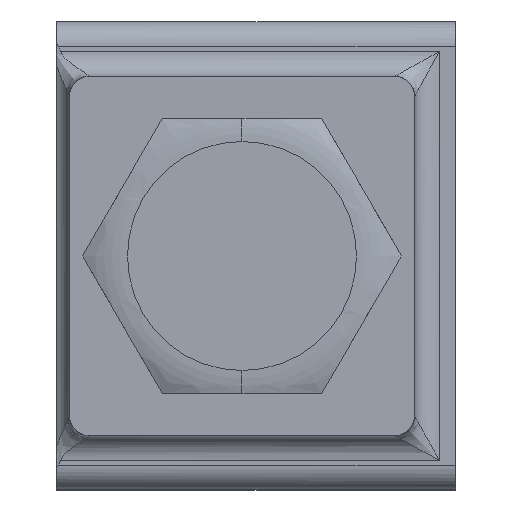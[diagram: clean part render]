
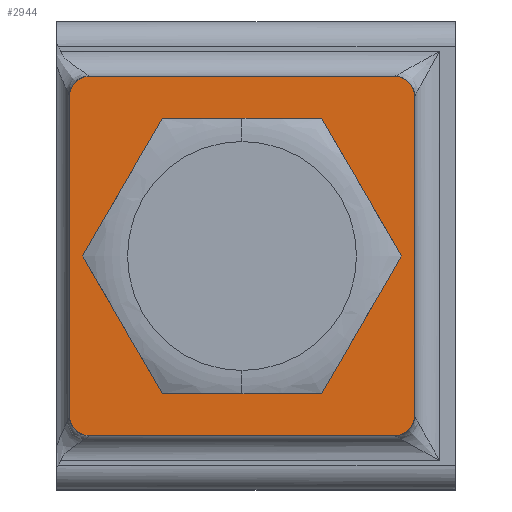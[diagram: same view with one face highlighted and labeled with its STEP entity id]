
A CAD part, left-side view. The second image highlights one B-rep face of the part: STEP entity #2944.
In plain terms, the highlighted planar face has unit normal (-1, 0, 0).
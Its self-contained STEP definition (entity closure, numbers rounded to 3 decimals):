
#50 = CARTESIAN_POINT ( 'NONE',  ( -58.475, 13.406, 13.856 ) ) ;
#151 = ORIENTED_EDGE ( 'NONE', *, *, #3076, .T. ) ;
#169 = DIRECTION ( 'NONE',  ( 0., 0., 1. ) ) ;
#193 = EDGE_CURVE ( 'NONE', #1699, #1705, #2873, .T. ) ;
#214 = CARTESIAN_POINT ( 'NONE',  ( -58.475, 38.736, 18.04 ) ) ;
#220 = VERTEX_POINT ( 'NONE', #2096 ) ;
#253 = CARTESIAN_POINT ( 'NONE',  ( -58.475, 36.736, -18.04 ) ) ;
#289 = CARTESIAN_POINT ( 'NONE',  ( -58.475, 38.736, 18.04 ) ) ;
#297 = DIRECTION ( 'NONE',  ( 0., 0., 1. ) ) ;
#310 = LINE ( 'NONE', #3469, #1957 ) ;
#323 = CIRCLE ( 'NONE', #1966, 2. ) ;
#389 = ORIENTED_EDGE ( 'NONE', *, *, #2121, .T. ) ;
#403 = EDGE_LOOP ( 'NONE', ( #3265, #3813, #1303, #151, #3219, #389 ) ) ;
#412 = LINE ( 'NONE', #50, #1033 ) ;
#474 = AXIS2_PLACEMENT_3D ( 'NONE', #289, #1226, #1806 ) ;
#475 = CARTESIAN_POINT ( 'NONE',  ( -58.475, 6.076, 16.04 ) ) ;
#541 = DIRECTION ( 'NONE',  ( -1., 0., 0. ) ) ;
#546 = LINE ( 'NONE', #1664, #3776 ) ;
#555 = CARTESIAN_POINT ( 'NONE',  ( -58.475, 13.406, -13.856 ) ) ;
#738 = VERTEX_POINT ( 'NONE', #1075 ) ;
#784 = CARTESIAN_POINT ( 'NONE',  ( -58.475, 29.406, 13.856 ) ) ;
#831 = DIRECTION ( 'NONE',  ( 0., 0., 1. ) ) ;
#840 = CARTESIAN_POINT ( 'NONE',  ( -58.475, 4.076, 16.04 ) ) ;
#846 = CIRCLE ( 'NONE', #3487, 2. ) ;
#861 = DIRECTION ( 'NONE',  ( 0., -1., 0. ) ) ;
#880 = VECTOR ( 'NONE', #1706, 1000. ) ;
#903 = CARTESIAN_POINT ( 'NONE',  ( -58.475, 6.076, -18.04 ) ) ;
#908 = VECTOR ( 'NONE', #1130, 1000. ) ;
#1013 = VERTEX_POINT ( 'NONE', #3283 ) ;
#1015 = DIRECTION ( 'NONE',  ( 0., 0.5, 0.866 ) ) ;
#1033 = VECTOR ( 'NONE', #2502, 1000. ) ;
#1034 = CIRCLE ( 'NONE', #3801, 2. ) ;
#1075 = CARTESIAN_POINT ( 'NONE',  ( -58.475, 6.076, 18.04 ) ) ;
#1105 = DIRECTION ( 'NONE',  ( 0., 0., 1. ) ) ;
#1130 = DIRECTION ( 'NONE',  ( 0., 1., 0. ) ) ;
#1153 = ORIENTED_EDGE ( 'NONE', *, *, #1282, .F. ) ;
#1161 = CARTESIAN_POINT ( 'NONE',  ( -58.475, 5.406, 0. ) ) ;
#1172 = EDGE_CURVE ( 'NONE', #2801, #1814, #2851, .T. ) ;
#1190 = CARTESIAN_POINT ( 'NONE',  ( -58.475, 29.406, 13.856 ) ) ;
#1215 = VECTOR ( 'NONE', #2457, 1000. ) ;
#1226 = DIRECTION ( 'NONE',  ( -1., 0., 0. ) ) ;
#1282 = EDGE_CURVE ( 'NONE', #3058, #738, #2565, .T. ) ;
#1303 = ORIENTED_EDGE ( 'NONE', *, *, #193, .T. ) ;
#1395 = DIRECTION ( 'NONE',  ( -1., 0., 0. ) ) ;
#1424 = CARTESIAN_POINT ( 'NONE',  ( -58.475, 13.406, -13.856 ) ) ;
#1444 = DIRECTION ( 'NONE',  ( 0., -0.5, 0.866 ) ) ;
#1510 = EDGE_CURVE ( 'NONE', #3912, #1586, #546, .T. ) ;
#1567 = LINE ( 'NONE', #2994, #2285 ) ;
#1586 = VERTEX_POINT ( 'NONE', #2974 ) ;
#1596 = DIRECTION ( 'NONE',  ( 0., 1., 0. ) ) ;
#1621 = ORIENTED_EDGE ( 'NONE', *, *, #1510, .F. ) ;
#1662 = CARTESIAN_POINT ( 'NONE',  ( -58.475, 38.736, 16.04 ) ) ;
#1664 = CARTESIAN_POINT ( 'NONE',  ( -58.475, 4.076, 18.04 ) ) ;
#1699 = VERTEX_POINT ( 'NONE', #784 ) ;
#1705 = VERTEX_POINT ( 'NONE', #2918 ) ;
#1706 = DIRECTION ( 'NONE',  ( 0., 0.5, -0.866 ) ) ;
#1709 = LINE ( 'NONE', #3910, #880 ) ;
#1806 = DIRECTION ( 'NONE',  ( 0., 0., -1. ) ) ;
#1814 = VERTEX_POINT ( 'NONE', #253 ) ;
#1834 = CARTESIAN_POINT ( 'NONE',  ( -58.475, 36.736, 16.04 ) ) ;
#1840 = VERTEX_POINT ( 'NONE', #555 ) ;
#1934 = EDGE_CURVE ( 'NONE', #2801, #1586, #1034, .T. ) ;
#1941 = DIRECTION ( 'NONE',  ( 0., 0., 1. ) ) ;
#1946 = CARTESIAN_POINT ( 'NONE',  ( -58.475, 37.406, 0. ) ) ;
#1957 = VECTOR ( 'NONE', #1015, 1000. ) ;
#1966 = AXIS2_PLACEMENT_3D ( 'NONE', #475, #1395, #1105 ) ;
#1974 = CARTESIAN_POINT ( 'NONE',  ( -58.475, 6.076, -16.04 ) ) ;
#2054 = EDGE_CURVE ( 'NONE', #1013, #1814, #2333, .T. ) ;
#2058 = EDGE_CURVE ( 'NONE', #3663, #1699, #1567, .T. ) ;
#2096 = CARTESIAN_POINT ( 'NONE',  ( -58.475, 29.406, -13.856 ) ) ;
#2121 = EDGE_CURVE ( 'NONE', #1840, #220, #3144, .T. ) ;
#2156 = DIRECTION ( 'NONE',  ( -1., 0., 0. ) ) ;
#2198 = CARTESIAN_POINT ( 'NONE',  ( -58.475, 38.736, 18.04 ) ) ;
#2200 = ORIENTED_EDGE ( 'NONE', *, *, #1172, .F. ) ;
#2285 = VECTOR ( 'NONE', #1444, 1000. ) ;
#2333 = CIRCLE ( 'NONE', #2401, 2. ) ;
#2351 = ORIENTED_EDGE ( 'NONE', *, *, #3480, .T. ) ;
#2380 = FACE_OUTER_BOUND ( 'NONE', #2413, .T. ) ;
#2381 = CARTESIAN_POINT ( 'NONE',  ( -58.475, 36.736, -16.04 ) ) ;
#2401 = AXIS2_PLACEMENT_3D ( 'NONE', #2381, #541, #831 ) ;
#2413 = EDGE_LOOP ( 'NONE', ( #1153, #2351, #3954, #2800, #2200, #3829, #1621, #2764 ) ) ;
#2457 = DIRECTION ( 'NONE',  ( 0., -1., 0. ) ) ;
#2502 = DIRECTION ( 'NONE',  ( 0., -0.5, -0.866 ) ) ;
#2541 = LINE ( 'NONE', #214, #2865 ) ;
#2544 = VERTEX_POINT ( 'NONE', #1662 ) ;
#2565 = LINE ( 'NONE', #2198, #1215 ) ;
#2615 = EDGE_CURVE ( 'NONE', #2643, #1840, #1709, .T. ) ;
#2643 = VERTEX_POINT ( 'NONE', #1161 ) ;
#2764 = ORIENTED_EDGE ( 'NONE', *, *, #3286, .T. ) ;
#2800 = ORIENTED_EDGE ( 'NONE', *, *, #2054, .T. ) ;
#2801 = VERTEX_POINT ( 'NONE', #903 ) ;
#2851 = LINE ( 'NONE', #3101, #3581 ) ;
#2865 = VECTOR ( 'NONE', #169, 1000. ) ;
#2873 = LINE ( 'NONE', #1190, #3302 ) ;
#2918 = CARTESIAN_POINT ( 'NONE',  ( -58.475, 13.406, 13.856 ) ) ;
#2944 = ADVANCED_FACE ( 'NONE', ( #3585, #2380 ), #3068, .T. ) ;
#2974 = CARTESIAN_POINT ( 'NONE',  ( -58.475, 4.076, -16.04 ) ) ;
#2994 = CARTESIAN_POINT ( 'NONE',  ( -58.475, 37.406, 0. ) ) ;
#2996 = EDGE_CURVE ( 'NONE', #220, #3663, #310, .T. ) ;
#3058 = VERTEX_POINT ( 'NONE', #3165 ) ;
#3068 = PLANE ( 'NONE',  #474 ) ;
#3076 = EDGE_CURVE ( 'NONE', #1705, #2643, #412, .T. ) ;
#3101 = CARTESIAN_POINT ( 'NONE',  ( -58.475, 38.736, -18.04 ) ) ;
#3144 = LINE ( 'NONE', #1424, #908 ) ;
#3165 = CARTESIAN_POINT ( 'NONE',  ( -58.475, 36.736, 18.04 ) ) ;
#3181 = DIRECTION ( 'NONE',  ( -1., 0., 0. ) ) ;
#3219 = ORIENTED_EDGE ( 'NONE', *, *, #2615, .T. ) ;
#3265 = ORIENTED_EDGE ( 'NONE', *, *, #2996, .T. ) ;
#3282 = EDGE_CURVE ( 'NONE', #1013, #2544, #2541, .T. ) ;
#3283 = CARTESIAN_POINT ( 'NONE',  ( -58.475, 38.736, -16.04 ) ) ;
#3286 = EDGE_CURVE ( 'NONE', #3912, #738, #323, .T. ) ;
#3302 = VECTOR ( 'NONE', #861, 1000. ) ;
#3469 = CARTESIAN_POINT ( 'NONE',  ( -58.475, 29.406, -13.856 ) ) ;
#3480 = EDGE_CURVE ( 'NONE', #3058, #2544, #846, .T. ) ;
#3481 = DIRECTION ( 'NONE',  ( 0., 0., -1. ) ) ;
#3487 = AXIS2_PLACEMENT_3D ( 'NONE', #1834, #2156, #297 ) ;
#3581 = VECTOR ( 'NONE', #1596, 1000. ) ;
#3585 = FACE_BOUND ( 'NONE', #403, .T. ) ;
#3663 = VERTEX_POINT ( 'NONE', #1946 ) ;
#3776 = VECTOR ( 'NONE', #3481, 1000. ) ;
#3801 = AXIS2_PLACEMENT_3D ( 'NONE', #1974, #3181, #1941 ) ;
#3813 = ORIENTED_EDGE ( 'NONE', *, *, #2058, .T. ) ;
#3829 = ORIENTED_EDGE ( 'NONE', *, *, #1934, .T. ) ;
#3910 = CARTESIAN_POINT ( 'NONE',  ( -58.475, 5.406, 0. ) ) ;
#3912 = VERTEX_POINT ( 'NONE', #840 ) ;
#3954 = ORIENTED_EDGE ( 'NONE', *, *, #3282, .F. ) ;
